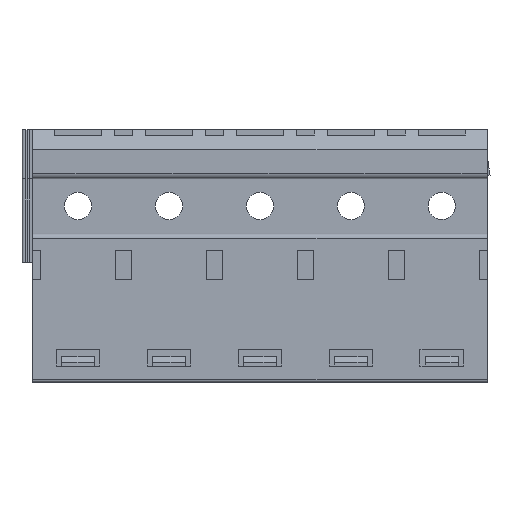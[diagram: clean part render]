
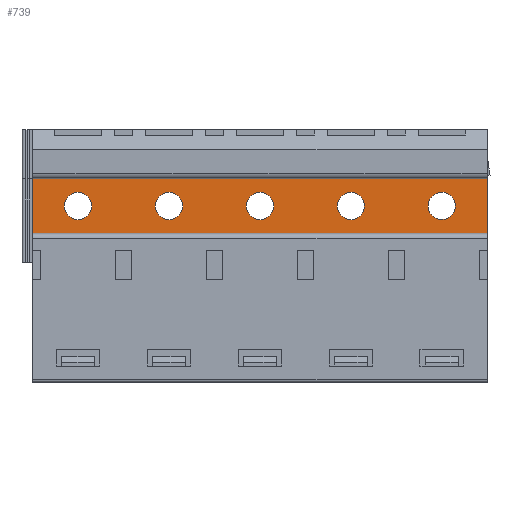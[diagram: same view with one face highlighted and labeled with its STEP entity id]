
A CAD part, front view. The second image highlights one B-rep face of the part: STEP entity #739.
In plain terms, the highlighted planar face has unit normal (0, -1, 0).
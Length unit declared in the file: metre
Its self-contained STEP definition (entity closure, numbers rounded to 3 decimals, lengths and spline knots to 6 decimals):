
#739=ADVANCED_FACE('',(#1935,#1936,#1937,#1938,#1939,#1940),#1941,.T.);
#1935=FACE_OUTER_BOUND('',#3609,.T.);
#1936=FACE_BOUND('',#3610,.T.);
#1937=FACE_BOUND('',#3611,.T.);
#1938=FACE_BOUND('',#3612,.T.);
#1939=FACE_BOUND('',#3613,.T.);
#1940=FACE_BOUND('',#3614,.T.);
#1941=PLANE('',#3615);
#3609=EDGE_LOOP('',(#6132,#6133,#6134,#6135,#6136));
#3610=EDGE_LOOP('',(#6137));
#3611=EDGE_LOOP('',(#6138));
#3612=EDGE_LOOP('',(#6139));
#3613=EDGE_LOOP('',(#6140));
#3614=EDGE_LOOP('',(#6141));
#3615=AXIS2_PLACEMENT_3D('',#6142,#6143,#6144);
#6132=ORIENTED_EDGE('',*,*,#10403,.T.);
#6133=ORIENTED_EDGE('',*,*,#10404,.F.);
#6134=ORIENTED_EDGE('',*,*,#10405,.T.);
#6135=ORIENTED_EDGE('',*,*,#10388,.T.);
#6136=ORIENTED_EDGE('',*,*,#10406,.T.);
#6137=ORIENTED_EDGE('',*,*,#9785,.F.);
#6138=ORIENTED_EDGE('',*,*,#10407,.F.);
#6139=ORIENTED_EDGE('',*,*,#10408,.F.);
#6140=ORIENTED_EDGE('',*,*,#10409,.F.);
#6141=ORIENTED_EDGE('',*,*,#10410,.F.);
#6142=CARTESIAN_POINT('',(14.085107,11.733671,0.001492));
#6143=DIRECTION('',(0.,-1.0,0.));
#6144=DIRECTION('',(0.0,0.,-1.0));
#9785=EDGE_CURVE('',#11737,#11737,#11738,.T.);
#10388=EDGE_CURVE('',#12779,#12780,#12781,.T.);
#10403=EDGE_CURVE('',#12804,#12805,#12806,.T.);
#10404=EDGE_CURVE('',#12807,#12805,#12808,.T.);
#10405=EDGE_CURVE('',#12807,#12779,#12809,.T.);
#10406=EDGE_CURVE('',#12780,#12804,#12810,.T.);
#10407=EDGE_CURVE('',#12811,#12811,#12812,.T.);
#10408=EDGE_CURVE('',#12813,#12813,#12814,.T.);
#10409=EDGE_CURVE('',#12815,#12815,#12816,.T.);
#10410=EDGE_CURVE('',#12817,#12817,#12818,.T.);
#11737=VERTEX_POINT('',#14643);
#11738=CIRCLE('',#14644,0.00075);
#12779=VERTEX_POINT('',#16209);
#12780=VERTEX_POINT('',#16210);
#12781=LINE('',#16211,#16212);
#12804=VERTEX_POINT('',#16243);
#12805=VERTEX_POINT('',#16244);
#12806=LINE('',#16245,#16246);
#12807=VERTEX_POINT('',#16247);
#12808=LINE('',#16248,#16249);
#12809=LINE('',#16250,#16251);
#12810=LINE('',#16252,#16253);
#12811=VERTEX_POINT('',#16254);
#12812=CIRCLE('',#16255,0.00075);
#12813=VERTEX_POINT('',#16256);
#12814=CIRCLE('',#16257,0.00075);
#12815=VERTEX_POINT('',#16258);
#12816=CIRCLE('',#16259,0.00075);
#12817=VERTEX_POINT('',#16260);
#12818=CIRCLE('',#16261,0.00075);
#14643=CARTESIAN_POINT('',(14.088357,11.733671,0.002992));
#14644=AXIS2_PLACEMENT_3D('',#18638,#18639,#18640);
#16209=CARTESIAN_POINT('',(14.109487,11.733671,0.004492));
#16210=CARTESIAN_POINT('',(14.085107,11.733671,0.004492));
#16211=CARTESIAN_POINT('',(14.085107,11.733671,0.004492));
#16212=VECTOR('',#19272,1.0);
#16243=CARTESIAN_POINT('',(14.085107,11.733671,0.001492));
#16244=CARTESIAN_POINT('',(14.110107,11.733671,0.001492));
#16245=CARTESIAN_POINT('',(14.085107,11.733671,0.001492));
#16246=VECTOR('',#19293,1.0);
#16247=CARTESIAN_POINT('',(14.110107,11.733671,0.004492));
#16248=CARTESIAN_POINT('',(14.110107,11.733671,0.001492));
#16249=VECTOR('',#19294,1.0);
#16250=CARTESIAN_POINT('',(14.095107,11.733671,0.004492));
#16251=VECTOR('',#19295,1.0);
#16252=CARTESIAN_POINT('',(14.085107,11.733671,0.001492));
#16253=VECTOR('',#19296,1.0);
#16254=CARTESIAN_POINT('',(14.093357,11.733671,0.002992));
#16255=AXIS2_PLACEMENT_3D('',#19297,#19298,#19299);
#16256=CARTESIAN_POINT('',(14.108357,11.733671,0.002992));
#16257=AXIS2_PLACEMENT_3D('',#19300,#19301,#19302);
#16258=CARTESIAN_POINT('',(14.103357,11.733671,0.002992));
#16259=AXIS2_PLACEMENT_3D('',#19303,#19304,#19305);
#16260=CARTESIAN_POINT('',(14.098357,11.733671,0.002992));
#16261=AXIS2_PLACEMENT_3D('',#19306,#19307,#19308);
#18638=CARTESIAN_POINT('',(14.087607,11.733671,0.002992));
#18639=DIRECTION('',(0.,-1.0,0.));
#18640=DIRECTION('',(1.0,0.,0.0));
#19272=DIRECTION('',(-1.0,0.,0.));
#19293=DIRECTION('',(1.0,0.,0.));
#19294=DIRECTION('',(0.,0.,-1.0));
#19295=DIRECTION('',(-1.0,0.,0.));
#19296=DIRECTION('',(0.,0.,-1.0));
#19297=CARTESIAN_POINT('',(14.092607,11.733671,0.002992));
#19298=DIRECTION('',(0.,-1.0,0.));
#19299=DIRECTION('',(1.0,0.,0.0));
#19300=CARTESIAN_POINT('',(14.107607,11.733671,0.002992));
#19301=DIRECTION('',(0.,-1.0,0.));
#19302=DIRECTION('',(1.0,0.,0.0));
#19303=CARTESIAN_POINT('',(14.102607,11.733671,0.002992));
#19304=DIRECTION('',(0.,-1.0,0.));
#19305=DIRECTION('',(1.0,0.,0.0));
#19306=CARTESIAN_POINT('',(14.097607,11.733671,0.002992));
#19307=DIRECTION('',(0.,-1.0,0.));
#19308=DIRECTION('',(1.0,0.,0.0));
